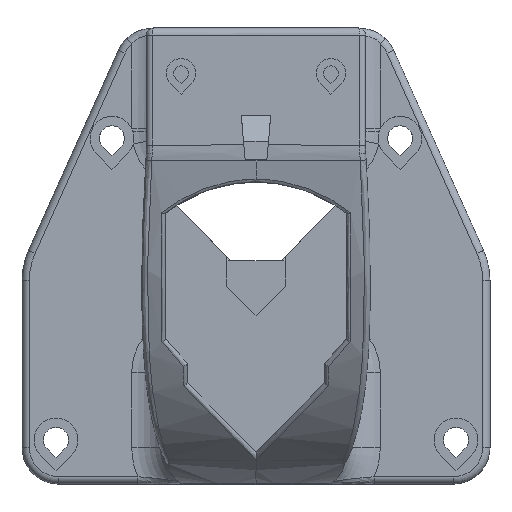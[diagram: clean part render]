
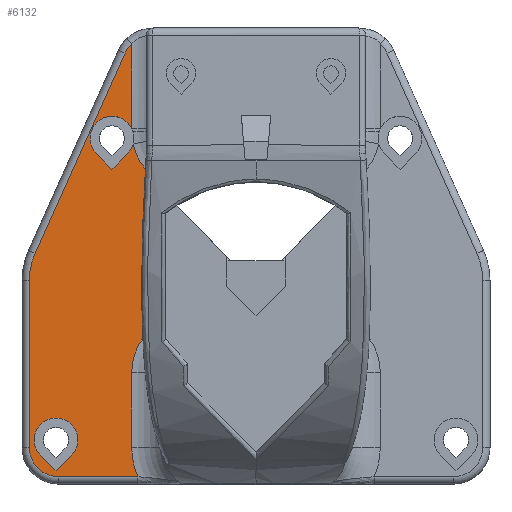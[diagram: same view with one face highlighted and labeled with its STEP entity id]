
A CAD part, top view. The second image highlights one B-rep face of the part: STEP entity #6132.
In plain terms, the highlighted planar face has unit normal (0, 0, 1).
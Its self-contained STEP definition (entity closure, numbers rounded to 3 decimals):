
#54=FACE_BOUND('',#911,.T.);
#240=CIRCLE('',#6459,4.);
#244=CIRCLE('',#6465,9.);
#248=CIRCLE('',#6471,4.);
#253=CIRCLE('',#6478,10.);
#280=CIRCLE('',#6529,8.);
#285=CIRCLE('',#6535,5.);
#291=CIRCLE('',#6547,8.);
#293=CIRCLE('',#6551,3.);
#294=CIRCLE('',#6552,3.);
#295=CIRCLE('',#6553,3.);
#558=FACE_OUTER_BOUND('',#910,.T.);
#910=EDGE_LOOP('',(#4628,#4629,#4630,#4631,#4632,#4633,#4634,#4635,#4636,
#4637,#4638,#4639,#4640,#4641,#4642,#4643,#4644));
#911=EDGE_LOOP('',(#4645,#4646,#4647));
#1303=LINE('',#9178,#1821);
#1305=LINE('',#9190,#1823);
#1307=LINE('',#9202,#1825);
#1367=LINE('',#10601,#1885);
#1374=LINE('',#10784,#1892);
#1377=LINE('',#10929,#1895);
#1378=LINE('',#10933,#1896);
#1379=LINE('',#10935,#1897);
#1380=LINE('',#10939,#1898);
#1381=LINE('',#10941,#1899);
#1821=VECTOR('',#7211,10.);
#1823=VECTOR('',#7225,10.);
#1825=VECTOR('',#7239,10.);
#1885=VECTOR('',#7403,10.);
#1892=VECTOR('',#7436,10.);
#1895=VECTOR('',#7461,10.);
#1896=VECTOR('',#7464,10.);
#1897=VECTOR('',#7465,10.);
#1898=VECTOR('',#7468,10.);
#1899=VECTOR('',#7469,10.);
#2542=VERTEX_POINT('',#9156);
#2544=VERTEX_POINT('',#9170);
#2546=VERTEX_POINT('',#9176);
#2548=VERTEX_POINT('',#9182);
#2550=VERTEX_POINT('',#9188);
#2552=VERTEX_POINT('',#9194);
#2554=VERTEX_POINT('',#9200);
#2557=VERTEX_POINT('',#9292);
#2664=VERTEX_POINT('',#10599);
#2666=VERTEX_POINT('',#10605);
#2669=VERTEX_POINT('',#10734);
#2675=VERTEX_POINT('',#10783);
#2679=VERTEX_POINT('',#10800);
#2682=VERTEX_POINT('',#10805);
#2686=VERTEX_POINT('',#10930);
#2687=VERTEX_POINT('',#10932);
#2688=VERTEX_POINT('',#10934);
#2689=VERTEX_POINT('',#10937);
#2690=VERTEX_POINT('',#10938);
#2691=VERTEX_POINT('',#10940);
#3221=EDGE_CURVE('',#2544,#2542,#240,.T.);
#3224=EDGE_CURVE('',#2546,#2544,#1303,.T.);
#3227=EDGE_CURVE('',#2548,#2546,#244,.T.);
#3230=EDGE_CURVE('',#2550,#2548,#1305,.T.);
#3233=EDGE_CURVE('',#2552,#2550,#248,.T.);
#3236=EDGE_CURVE('',#2554,#2552,#1307,.T.);
#3242=EDGE_CURVE('',#2557,#2554,#253,.T.);
#3378=EDGE_CURVE('',#2664,#2557,#1367,.T.);
#3381=EDGE_CURVE('',#2666,#2664,#280,.T.);
#3388=EDGE_CURVE('',#2669,#2666,#285,.T.);
#3398=EDGE_CURVE('',#2542,#2675,#1374,.T.);
#3407=EDGE_CURVE('',#2682,#2679,#291,.T.);
#3414=EDGE_CURVE('',#2679,#2669,#1377,.T.);
#3415=EDGE_CURVE('',#2682,#2686,#293,.T.);
#3416=EDGE_CURVE('',#2686,#2687,#1378,.T.);
#3417=EDGE_CURVE('',#2687,#2688,#1379,.T.);
#3418=EDGE_CURVE('',#2688,#2675,#294,.T.);
#3419=EDGE_CURVE('',#2689,#2690,#1380,.T.);
#3420=EDGE_CURVE('',#2690,#2691,#1381,.T.);
#3421=EDGE_CURVE('',#2691,#2689,#295,.T.);
#4628=ORIENTED_EDGE('',*,*,#3236,.F.);
#4629=ORIENTED_EDGE('',*,*,#3242,.F.);
#4630=ORIENTED_EDGE('',*,*,#3378,.F.);
#4631=ORIENTED_EDGE('',*,*,#3381,.F.);
#4632=ORIENTED_EDGE('',*,*,#3388,.F.);
#4633=ORIENTED_EDGE('',*,*,#3414,.F.);
#4634=ORIENTED_EDGE('',*,*,#3407,.F.);
#4635=ORIENTED_EDGE('',*,*,#3415,.T.);
#4636=ORIENTED_EDGE('',*,*,#3416,.T.);
#4637=ORIENTED_EDGE('',*,*,#3417,.T.);
#4638=ORIENTED_EDGE('',*,*,#3418,.T.);
#4639=ORIENTED_EDGE('',*,*,#3398,.F.);
#4640=ORIENTED_EDGE('',*,*,#3221,.F.);
#4641=ORIENTED_EDGE('',*,*,#3224,.F.);
#4642=ORIENTED_EDGE('',*,*,#3227,.F.);
#4643=ORIENTED_EDGE('',*,*,#3230,.F.);
#4644=ORIENTED_EDGE('',*,*,#3233,.F.);
#4645=ORIENTED_EDGE('',*,*,#3419,.T.);
#4646=ORIENTED_EDGE('',*,*,#3420,.T.);
#4647=ORIENTED_EDGE('',*,*,#3421,.T.);
#5883=PLANE('',#6550);
#6132=ADVANCED_FACE('',(#558,#54),#5883,.F.);
#6459=AXIS2_PLACEMENT_3D('',#9172,#7203,#7204);
#6465=AXIS2_PLACEMENT_3D('',#9184,#7217,#7218);
#6471=AXIS2_PLACEMENT_3D('',#9196,#7231,#7232);
#6478=AXIS2_PLACEMENT_3D('',#9294,#7247,#7248);
#6529=AXIS2_PLACEMENT_3D('',#10607,#7409,#7410);
#6535=AXIS2_PLACEMENT_3D('',#10736,#7421,#7422);
#6547=AXIS2_PLACEMENT_3D('',#10807,#7453,#7454);
#6550=AXIS2_PLACEMENT_3D('',#10928,#7459,#7460);
#6551=AXIS2_PLACEMENT_3D('',#10931,#7462,#7463);
#6552=AXIS2_PLACEMENT_3D('',#10936,#7466,#7467);
#6553=AXIS2_PLACEMENT_3D('',#10942,#7470,#7471);
#7203=DIRECTION('center_axis',(0.,0.,-1.));
#7204=DIRECTION('ref_axis',(-0.76,0.65,0.));
#7211=DIRECTION('',(0.41,0.912,0.));
#7217=DIRECTION('center_axis',(0.,0.,-1.));
#7218=DIRECTION('ref_axis',(-0.978,0.209,0.));
#7225=DIRECTION('',(0.,1.,0.));
#7231=DIRECTION('center_axis',(0.,0.,-1.));
#7232=DIRECTION('ref_axis',(-0.707,-0.707,0.));
#7239=DIRECTION('',(-1.,0.,0.));
#7247=DIRECTION('center_axis',(0.,0.,1.));
#7248=DIRECTION('ref_axis',(-0.707,-0.707,0.));
#7403=DIRECTION('',(0.,-1.,0.));
#7409=DIRECTION('center_axis',(0.,0.,1.));
#7410=DIRECTION('ref_axis',(-0.846,0.533,0.));
#7421=DIRECTION('center_axis',(0.,0.,1.));
#7422=DIRECTION('ref_axis',(-0.924,-0.383,0.));
#7436=DIRECTION('',(0.,-1.,0.));
#7453=DIRECTION('center_axis',(0.,0.,1.));
#7454=DIRECTION('ref_axis',(-0.957,-0.29,0.));
#7459=DIRECTION('center_axis',(0.,0.,-1.));
#7460=DIRECTION('ref_axis',(1.,0.,0.));
#7461=DIRECTION('',(0.,-1.,0.));
#7462=DIRECTION('center_axis',(0.,0.,-1.));
#7463=DIRECTION('ref_axis',(-0.707,-0.707,0.));
#7464=DIRECTION('',(-0.707,-0.707,0.));
#7465=DIRECTION('',(-0.707,0.707,0.));
#7466=DIRECTION('center_axis',(0.,0.,-1.));
#7467=DIRECTION('ref_axis',(-0.707,-0.707,0.));
#7468=DIRECTION('',(-0.707,-0.707,0.));
#7469=DIRECTION('',(-0.707,0.707,0.));
#7470=DIRECTION('center_axis',(0.,0.,-1.));
#7471=DIRECTION('ref_axis',(-0.707,-0.707,0.));
#9156=CARTESIAN_POINT('',(2.403,13.72,-84.));
#9170=CARTESIAN_POINT('',(1.487,12.438,-84.));
#9172=CARTESIAN_POINT('Origin',(5.136,10.8,-84.));
#9176=CARTESIAN_POINT('',(-10.811,-14.956,-84.));
#9178=CARTESIAN_POINT('',(-8.789,-10.453,-84.));
#9182=CARTESIAN_POINT('',(-11.6,-18.642,-84.));
#9184=CARTESIAN_POINT('Origin',(-2.6,-18.642,-84.));
#9188=CARTESIAN_POINT('',(-11.6,-41.5,-84.));
#9190=CARTESIAN_POINT('',(-11.6,-30.925,-84.));
#9194=CARTESIAN_POINT('',(-7.6,-45.5,-84.));
#9196=CARTESIAN_POINT('Origin',(-7.6,-41.5,-84.));
#9200=CARTESIAN_POINT('',(3.238,-45.5,-84.));
#9202=CARTESIAN_POINT('',(19.4,-45.5,-84.));
#9292=CARTESIAN_POINT('',(2.403,-41.5,-84.));
#9294=CARTESIAN_POINT('Origin',(12.403,-41.5,-84.));
#10599=CARTESIAN_POINT('',(2.403,-31.245,-84.));
#10601=CARTESIAN_POINT('',(2.403,-25.675,-84.));
#10605=CARTESIAN_POINT('',(5.796,-24.705,-84.));
#10607=CARTESIAN_POINT('Origin',(10.403,-31.245,-84.));
#10734=CARTESIAN_POINT('',(5.403,-22.76,-84.));
#10736=CARTESIAN_POINT('Origin',(10.403,-22.76,-84.));
#10783=CARTESIAN_POINT('',(2.403,2.102,-84.));
#10784=CARTESIAN_POINT('',(2.403,-3.825,-84.));
#10800=CARTESIAN_POINT('',(5.403,-4.545,-84.));
#10805=CARTESIAN_POINT('',(2.588,-0.012,-84.));
#10807=CARTESIAN_POINT('Origin',(10.403,1.7,-84.));
#10928=CARTESIAN_POINT('Origin',(19.4,-15.35,-84.));
#10929=CARTESIAN_POINT('',(5.403,-25.675,-84.));
#10930=CARTESIAN_POINT('',(1.821,-1.321,-84.));
#10931=CARTESIAN_POINT('Origin',(-0.3,0.8,-84.));
#10932=CARTESIAN_POINT('',(-0.3,-3.443,-84.));
#10933=CARTESIAN_POINT('',(1.648,-1.494,-84.));
#10934=CARTESIAN_POINT('',(-2.421,-1.321,-84.));
#10935=CARTESIAN_POINT('',(6.541,-10.284,-84.));
#10936=CARTESIAN_POINT('Origin',(-0.3,0.8,-84.));
#10937=CARTESIAN_POINT('',(-5.829,-42.581,-84.));
#10938=CARTESIAN_POINT('',(-7.95,-44.703,-84.));
#10939=CARTESIAN_POINT('',(6.226,-30.527,-84.));
#10940=CARTESIAN_POINT('',(-10.071,-42.581,-84.));
#10941=CARTESIAN_POINT('',(-9.511,-43.141,-84.));
#10942=CARTESIAN_POINT('Origin',(-7.95,-40.46,-84.));
